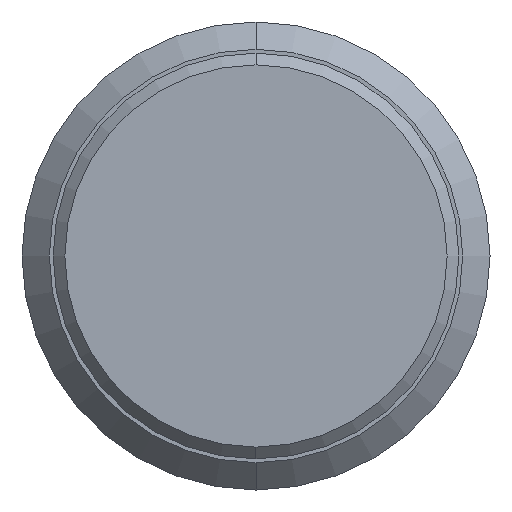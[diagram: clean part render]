
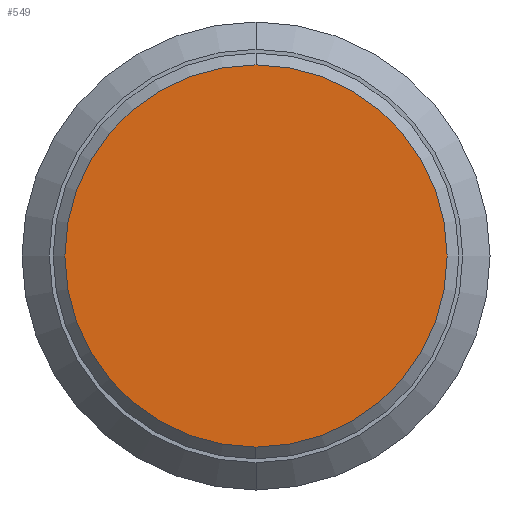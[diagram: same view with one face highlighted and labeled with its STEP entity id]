
A CAD part, front view. The second image highlights one B-rep face of the part: STEP entity #549.
In plain terms, the highlighted planar face has unit normal (0, -1, 0).
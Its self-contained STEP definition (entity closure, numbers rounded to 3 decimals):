
#549=ADVANCED_FACE('',(#1226),#1227,.T.);
#1226=FACE_OUTER_BOUND('',#2026,.T.);
#1227=PLANE('',#2027);
#2026=EDGE_LOOP('',(#3546,#3547));
#2027=AXIS2_PLACEMENT_3D('',#3548,#3549,#3550);
#3546=ORIENTED_EDGE('',*,*,#4991,.T.);
#3547=ORIENTED_EDGE('',*,*,#5120,.T.);
#3548=CARTESIAN_POINT('',(0.0,-8.0,2.45));
#3549=DIRECTION('',(0.0,-1.0,0.0));
#3550=DIRECTION('',(0.0,0.0,1.0));
#4991=EDGE_CURVE('',#6047,#6049,#6051,.T.);
#5120=EDGE_CURVE('',#6049,#6047,#6235,.T.);
#6047=VERTEX_POINT('',#7841);
#6049=VERTEX_POINT('',#7844);
#6051=CIRCLE('',#7847,4.9);
#6235=CIRCLE('',#8271,4.9);
#7841=CARTESIAN_POINT('',(0.0,-8.0,4.9));
#7844=CARTESIAN_POINT('',(0.,-8.0,-4.9));
#7847=AXIS2_PLACEMENT_3D('',#9170,#9171,#9172);
#8271=AXIS2_PLACEMENT_3D('',#9347,#9348,#9349);
#9170=CARTESIAN_POINT('',(0.0,-8.0,0.0));
#9171=DIRECTION('',(0.0,-1.0,0.0));
#9172=DIRECTION('',(0.0,0.0,1.0));
#9347=CARTESIAN_POINT('',(0.0,-8.0,0.0));
#9348=DIRECTION('',(0.0,-1.0,0.0));
#9349=DIRECTION('',(0.0,0.0,1.0));
